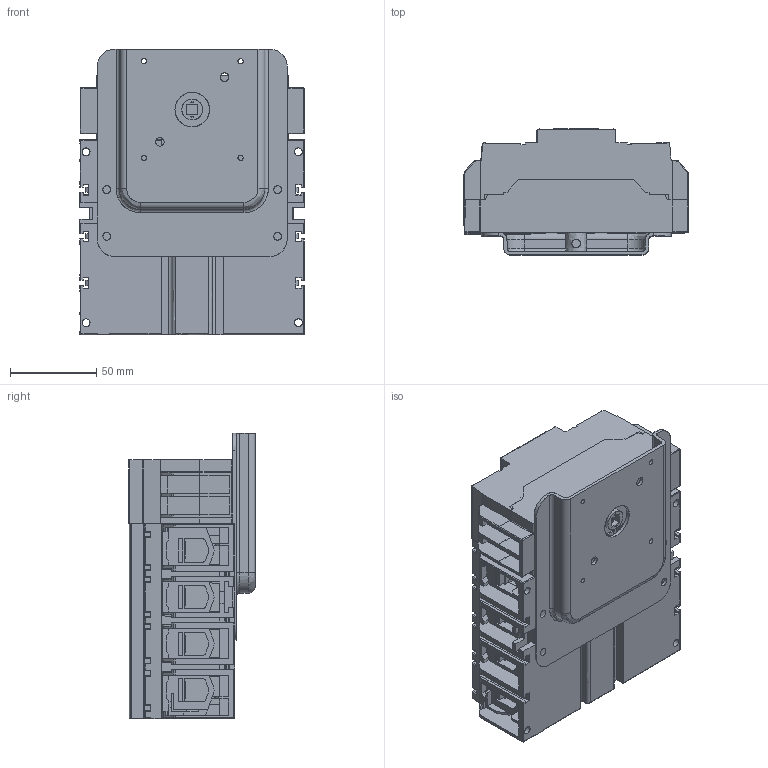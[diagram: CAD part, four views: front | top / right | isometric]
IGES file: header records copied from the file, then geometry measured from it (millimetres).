
Global section: file name: 160GT4  sim_x_t.igs; native system: NX V7.5; preprocessor: SIEMENS PLM Software NX 7.5; date: 20141112.134602; units: millimetre
Bounding box: 130.29 x 73.16 x 165.45 mm (x, y, z)
Surface area: 222348.5 mm2 (no closed solid volume)
Topology: 0 solids, 0 shells, 3256 faces, 19216 edges, 19141 vertices
Faces by surface type: bspline 3256
